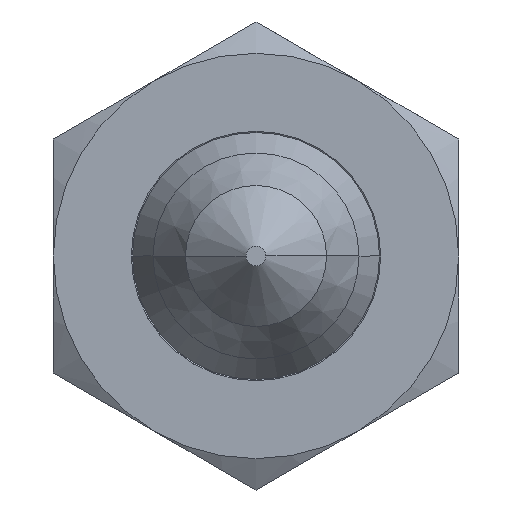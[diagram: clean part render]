
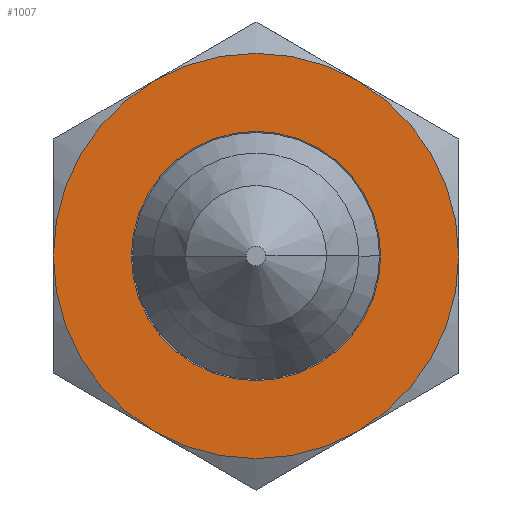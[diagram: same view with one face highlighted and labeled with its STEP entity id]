
A CAD part, left-side view. The second image highlights one B-rep face of the part: STEP entity #1007.
In plain terms, the highlighted face is planar.
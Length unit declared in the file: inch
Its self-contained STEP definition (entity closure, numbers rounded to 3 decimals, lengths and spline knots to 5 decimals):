
#857 = VERTEX_POINT ( 'NONE', #2334 ) ;
#958 = VERTEX_POINT ( 'NONE', #2404 ) ;
#980 = EDGE_LOOP ( 'NONE', ( #1100, #1095 ) ) ;
#1000 = EDGE_CURVE ( 'NONE', #958, #1006, #2570, .T. ) ;
#1002 = EDGE_CURVE ( 'NONE', #1038, #1003, #2593, .T. ) ;
#1003 = VERTEX_POINT ( 'NONE', #2575 ) ;
#1004 = ORIENTED_EDGE ( 'NONE', *, *, #1002, .T. ) ;
#1006 = VERTEX_POINT ( 'NONE', #2597 ) ;
#1007 = ADVANCED_FACE ( 'NONE', ( #2562, #2557 ), #2190, .F. ) ;
#1018 = ORIENTED_EDGE ( 'NONE', *, *, #1106, .T. ) ;
#1019 = EDGE_CURVE ( 'NONE', #857, #1038, #2162, .T. ) ;
#1020 = ORIENTED_EDGE ( 'NONE', *, *, #1019, .T. ) ;
#1033 = ORIENTED_EDGE ( 'NONE', *, *, #1037, .T. ) ;
#1036 = EDGE_CURVE ( 'NONE', #1003, #1006, #2659, .T. ) ;
#1037 = EDGE_CURVE ( 'NONE', #958, #1103, #2658, .T. ) ;
#1038 = VERTEX_POINT ( 'NONE', #2633 ) ;
#1039 = ORIENTED_EDGE ( 'NONE', *, *, #1036, .T. ) ;
#1042 = EDGE_LOOP ( 'NONE', ( #1057, #1033, #1018, #1020, #1004, #1039 ) ) ;
#1057 = ORIENTED_EDGE ( 'NONE', *, *, #1000, .F. ) ;
#1074 = EDGE_CURVE ( 'NONE', #1129, #1137, #2737, .T. ) ;
#1095 = ORIENTED_EDGE ( 'NONE', *, *, #1074, .F. ) ;
#1100 = ORIENTED_EDGE ( 'NONE', *, *, #1144, .F. ) ;
#1103 = VERTEX_POINT ( 'NONE', #2818 ) ;
#1106 = EDGE_CURVE ( 'NONE', #1103, #857, #2814, .T. ) ;
#1129 = VERTEX_POINT ( 'NONE', #2765 ) ;
#1137 = VERTEX_POINT ( 'NONE', #2889 ) ;
#1144 = EDGE_CURVE ( 'NONE', #1137, #1129, #2883, .T. ) ;
#2153 = AXIS2_PLACEMENT_3D ( 'NONE', #2159, #2161, #2160 ) ;
#2159 = CARTESIAN_POINT ( 'NONE',  ( 0., 0., -0.15748 ) ) ;
#2160 = DIRECTION ( 'NONE',  ( 1., 0., 0. ) ) ;
#2161 = DIRECTION ( 'NONE',  ( 0., 0., -1. ) ) ;
#2162 = CIRCLE ( 'NONE', #2153, 0.25591 ) ;
#2167 = CARTESIAN_POINT ( 'NONE',  ( -0.51181, 0., -0.15748 ) ) ;
#2174 = DIRECTION ( 'NONE',  ( 0., 0., 1. ) ) ;
#2184 = DIRECTION ( 'NONE',  ( 1., 0., 0. ) ) ;
#2186 = AXIS2_PLACEMENT_3D ( 'NONE', #2167, #2174, #2184 ) ;
#2190 = PLANE ( 'NONE',  #2186 ) ;
#2334 = CARTESIAN_POINT ( 'NONE',  ( -0.12795, -0.22162, -0.15748 ) ) ;
#2404 = CARTESIAN_POINT ( 'NONE',  ( 0.25591, 0., -0.15748 ) ) ;
#2557 = FACE_BOUND ( 'NONE', #980, .T. ) ;
#2562 = FACE_OUTER_BOUND ( 'NONE', #1042, .T. ) ;
#2565 = DIRECTION ( 'NONE',  ( 1., 0., 0. ) ) ;
#2566 = DIRECTION ( 'NONE',  ( 0., 0., -1. ) ) ;
#2570 = CIRCLE ( 'NONE', #2574, 0.25591 ) ;
#2574 = AXIS2_PLACEMENT_3D ( 'NONE', #2602, #2578, #2598 ) ;
#2575 = CARTESIAN_POINT ( 'NONE',  ( -0.12795, 0.22162, -0.15748 ) ) ;
#2578 = DIRECTION ( 'NONE',  ( 0., 0., 1. ) ) ;
#2579 = AXIS2_PLACEMENT_3D ( 'NONE', #2596, #2566, #2565 ) ;
#2593 = CIRCLE ( 'NONE', #2579, 0.25591 ) ;
#2596 = CARTESIAN_POINT ( 'NONE',  ( 0., 0., -0.15748 ) ) ;
#2597 = CARTESIAN_POINT ( 'NONE',  ( 0.12795, 0.22162, -0.15748 ) ) ;
#2598 = DIRECTION ( 'NONE',  ( 1., 0., 0. ) ) ;
#2602 = CARTESIAN_POINT ( 'NONE',  ( 0., 0., -0.15748 ) ) ;
#2632 = DIRECTION ( 'NONE',  ( 0., 0., -1. ) ) ;
#2633 = CARTESIAN_POINT ( 'NONE',  ( -0.25591, 0., -0.15748 ) ) ;
#2636 = CARTESIAN_POINT ( 'NONE',  ( 0., 0., -0.15748 ) ) ;
#2639 = AXIS2_PLACEMENT_3D ( 'NONE', #2636, #2632, #2647 ) ;
#2647 = DIRECTION ( 'NONE',  ( 1., 0., 0. ) ) ;
#2649 = AXIS2_PLACEMENT_3D ( 'NONE', #2661, #2666, #2669 ) ;
#2658 = CIRCLE ( 'NONE', #2639, 0.25591 ) ;
#2659 = CIRCLE ( 'NONE', #2649, 0.25591 ) ;
#2661 = CARTESIAN_POINT ( 'NONE',  ( 0., 0., -0.15748 ) ) ;
#2666 = DIRECTION ( 'NONE',  ( 0., 0., -1. ) ) ;
#2669 = DIRECTION ( 'NONE',  ( 1., 0., 0. ) ) ;
#2684 = AXIS2_PLACEMENT_3D ( 'NONE', #2746, #2725, #2724 ) ;
#2724 = DIRECTION ( 'NONE',  ( 1., 0., 0. ) ) ;
#2725 = DIRECTION ( 'NONE',  ( 0., 0., -1. ) ) ;
#2737 = CIRCLE ( 'NONE', #2684, 0.15748 ) ;
#2746 = CARTESIAN_POINT ( 'NONE',  ( 0., 0., -0.15748 ) ) ;
#2765 = CARTESIAN_POINT ( 'NONE',  ( -0.15748, 0., -0.15748 ) ) ;
#2788 = DIRECTION ( 'NONE',  ( 1., 0., 0. ) ) ;
#2798 = DIRECTION ( 'NONE',  ( 0., 0., -1. ) ) ;
#2799 = CARTESIAN_POINT ( 'NONE',  ( 0., 0., -0.15748 ) ) ;
#2800 = AXIS2_PLACEMENT_3D ( 'NONE', #2799, #2798, #2788 ) ;
#2814 = CIRCLE ( 'NONE', #2800, 0.25591 ) ;
#2818 = CARTESIAN_POINT ( 'NONE',  ( 0.12795, -0.22162, -0.15748 ) ) ;
#2829 = CARTESIAN_POINT ( 'NONE',  ( 0., 0., -0.15748 ) ) ;
#2860 = DIRECTION ( 'NONE',  ( 0., 0., -1. ) ) ;
#2875 = AXIS2_PLACEMENT_3D ( 'NONE', #2829, #2860, #2888 ) ;
#2883 = CIRCLE ( 'NONE', #2875, 0.15748 ) ;
#2888 = DIRECTION ( 'NONE',  ( 1., 0., 0. ) ) ;
#2889 = CARTESIAN_POINT ( 'NONE',  ( 0.15748, 0., -0.15748 ) ) ;
